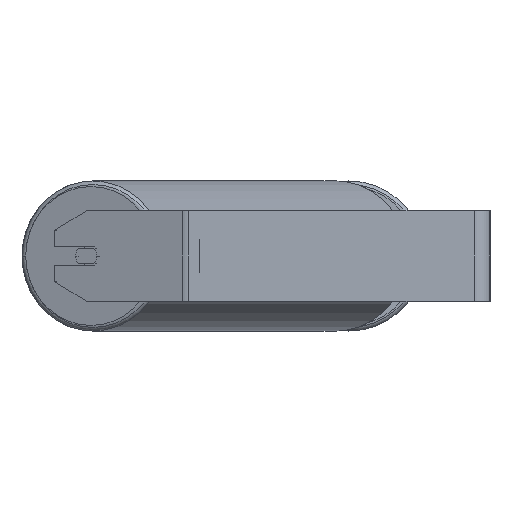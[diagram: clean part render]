
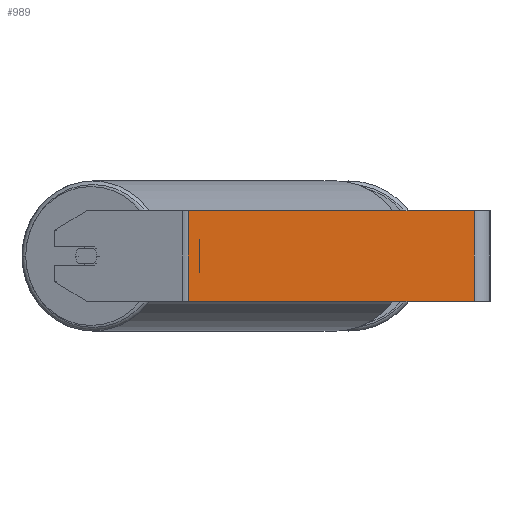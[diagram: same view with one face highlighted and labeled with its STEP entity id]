
A CAD part, left-side view. The second image highlights one B-rep face of the part: STEP entity #989.
In plain terms, the highlighted planar face has unit normal (-1, 0, 0).
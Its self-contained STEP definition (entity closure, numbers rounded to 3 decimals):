
#122 = DIRECTION ( 'NONE',  ( 0., -1., 0. ) ) ;
#226 = ORIENTED_EDGE ( 'NONE', *, *, #6545, .T. ) ;
#409 = FACE_OUTER_BOUND ( 'NONE', #6865, .T. ) ;
#623 = CARTESIAN_POINT ( 'NONE',  ( -1000., 267.308, -40. ) ) ;
#651 = CARTESIAN_POINT ( 'NONE',  ( -1000., 14., -40. ) ) ;
#663 = EDGE_CURVE ( 'NONE', #5333, #4927, #5643, .T. ) ;
#989 = ADVANCED_FACE ( 'NONE', ( #409 ), #1601, .F. ) ;
#1161 = VECTOR ( 'NONE', #4157, 1000. ) ;
#1488 = CARTESIAN_POINT ( 'NONE',  ( -1000., 14., 40. ) ) ;
#1592 = CARTESIAN_POINT ( 'NONE',  ( -1000., 267.308, 40. ) ) ;
#1601 = PLANE ( 'NONE',  #2160 ) ;
#1722 = DIRECTION ( 'NONE',  ( 0., 0., -1. ) ) ;
#2160 = AXIS2_PLACEMENT_3D ( 'NONE', #4298, #6950, #5010 ) ;
#2765 = ORIENTED_EDGE ( 'NONE', *, *, #4651, .T. ) ;
#3014 = VECTOR ( 'NONE', #122, 1000. ) ;
#3672 = VERTEX_POINT ( 'NONE', #651 ) ;
#3749 = VECTOR ( 'NONE', #8173, 1000. ) ;
#3780 = EDGE_CURVE ( 'NONE', #4927, #3672, #6846, .T. ) ;
#4157 = DIRECTION ( 'NONE',  ( 0., -1., 0. ) ) ;
#4298 = CARTESIAN_POINT ( 'NONE',  ( -1000., 269.776, 40. ) ) ;
#4467 = VECTOR ( 'NONE', #1722, 1000. ) ;
#4651 = EDGE_CURVE ( 'NONE', #5333, #7713, #7036, .T. ) ;
#4927 = VERTEX_POINT ( 'NONE', #6858 ) ;
#5010 = DIRECTION ( 'NONE',  ( 0., 0., -1. ) ) ;
#5333 = VERTEX_POINT ( 'NONE', #6215 ) ;
#5568 = LINE ( 'NONE', #8275, #1161 ) ;
#5643 = LINE ( 'NONE', #8346, #3014 ) ;
#6215 = CARTESIAN_POINT ( 'NONE',  ( -1000., 267.308, 40. ) ) ;
#6545 = EDGE_CURVE ( 'NONE', #7713, #3672, #5568, .T. ) ;
#6730 = ORIENTED_EDGE ( 'NONE', *, *, #663, .F. ) ;
#6790 = ORIENTED_EDGE ( 'NONE', *, *, #3780, .F. ) ;
#6846 = LINE ( 'NONE', #1488, #3749 ) ;
#6858 = CARTESIAN_POINT ( 'NONE',  ( -1000., 14., 40. ) ) ;
#6865 = EDGE_LOOP ( 'NONE', ( #226, #6790, #6730, #2765 ) ) ;
#6950 = DIRECTION ( 'NONE',  ( 1., 0., 0. ) ) ;
#7036 = LINE ( 'NONE', #1592, #4467 ) ;
#7713 = VERTEX_POINT ( 'NONE', #623 ) ;
#8173 = DIRECTION ( 'NONE',  ( 0., 0., -1. ) ) ;
#8275 = CARTESIAN_POINT ( 'NONE',  ( -1000., 269.776, -40. ) ) ;
#8346 = CARTESIAN_POINT ( 'NONE',  ( -1000., 269.776, 40. ) ) ;
